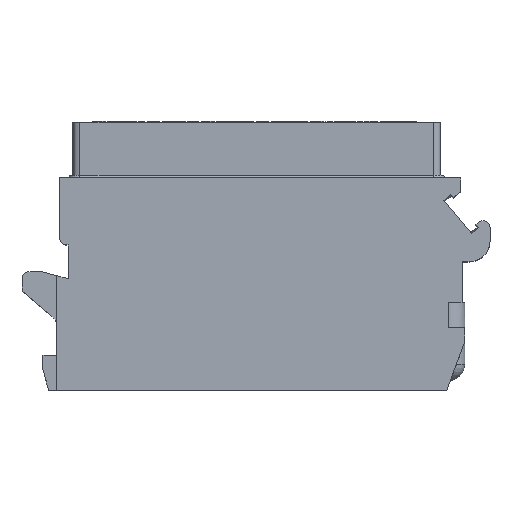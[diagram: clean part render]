
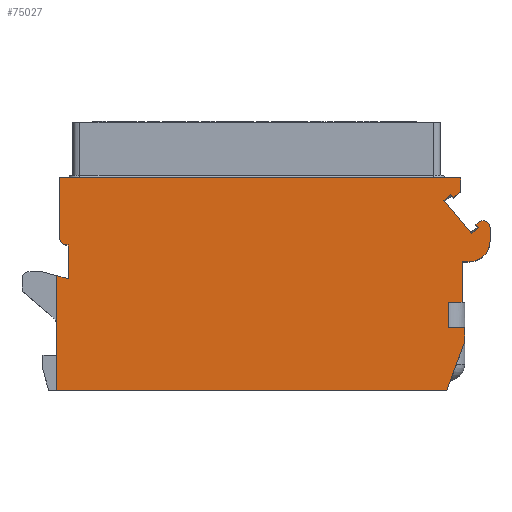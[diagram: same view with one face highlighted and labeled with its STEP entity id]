
A CAD part, top view. The second image highlights one B-rep face of the part: STEP entity #75027.
In plain terms, the highlighted planar face has unit normal (0, 0, 1).
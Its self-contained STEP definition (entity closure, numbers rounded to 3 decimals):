
#5467=DIRECTION('',(0.643,-0.766,0.));
#5468=VECTOR('',#5467,0.3);
#5469=CARTESIAN_POINT('',(15.698,11.873,7.));
#5470=LINE('',#5469,#5468);
#5471=DIRECTION('',(0.766,0.643,0.));
#5472=VECTOR('',#5471,0.236);
#5473=CARTESIAN_POINT('',(15.698,11.873,7.));
#5474=LINE('',#5473,#5472);
#5475=DIRECTION('',(0.,1.,0.));
#5476=VECTOR('',#5475,0.942);
#5477=CARTESIAN_POINT('',(16.7,10.7,7.));
#5478=LINE('',#5477,#5476);
#5479=DIRECTION('',(-1.,0.,0.));
#5480=VECTOR('',#5479,0.5);
#5481=CARTESIAN_POINT('',(15.2,9.2,7.));
#5482=LINE('',#5481,#5480);
#5483=DIRECTION('',(0.,-1.,0.));
#5484=VECTOR('',#5483,2.9);
#5485=CARTESIAN_POINT('',(14.7,9.2,7.));
#5486=LINE('',#5485,#5484);
#5487=DIRECTION('',(-1.,0.,0.));
#5488=VECTOR('',#5487,1.);
#5489=CARTESIAN_POINT('',(14.7,6.3,7.));
#5490=LINE('',#5489,#5488);
#5491=DIRECTION('',(0.,-1.,0.));
#5492=VECTOR('',#5491,1.8);
#5493=CARTESIAN_POINT('',(13.7,6.3,7.));
#5494=LINE('',#5493,#5492);
#5495=DIRECTION('',(1.,0.,0.));
#5496=VECTOR('',#5495,1.2);
#5497=CARTESIAN_POINT('',(13.7,4.5,7.));
#5498=LINE('',#5497,#5496);
#5499=DIRECTION('',(0.,-1.,0.));
#5500=VECTOR('',#5499,1.);
#5501=CARTESIAN_POINT('',(14.9,4.5,7.));
#5502=LINE('',#5501,#5500);
#5503=DIRECTION('',(-0.348,-0.937,0.));
#5504=VECTOR('',#5503,3.734);
#5505=CARTESIAN_POINT('',(14.9,3.5,7.));
#5506=LINE('',#5505,#5504);
#5507=DIRECTION('',(1.,0.,0.));
#5508=VECTOR('',#5507,27.9);
#5509=CARTESIAN_POINT('',(-14.3,0.,7.));
#5510=LINE('',#5509,#5508);
#5511=DIRECTION('',(0.966,-0.259,0.));
#5512=VECTOR('',#5511,0.828);
#5513=CARTESIAN_POINT('',(-14.3,8.205,7.));
#5514=LINE('',#5513,#5512);
#5515=DIRECTION('',(0.,1.,0.));
#5516=VECTOR('',#5515,2.409);
#5517=CARTESIAN_POINT('',(-13.5,7.991,7.));
#5518=LINE('',#5517,#5516);
#5519=DIRECTION('',(-1.,0.,0.));
#5520=VECTOR('',#5519,0.1);
#5521=CARTESIAN_POINT('',(-13.5,10.4,7.));
#5522=LINE('',#5521,#5520);
#5523=CARTESIAN_POINT('',(-13.6,10.9,7.));
#5524=DIRECTION('',(0.,0.,1.));
#5525=DIRECTION('',(-1.,0.,0.));
#5526=AXIS2_PLACEMENT_3D('',#5523,#5524,#5525);
#5528=DIRECTION('',(0.,-1.,0.));
#5529=VECTOR('',#5528,4.3);
#5530=CARTESIAN_POINT('',(-14.1,15.2,7.));
#5531=LINE('',#5530,#5529);
#5532=DIRECTION('',(-1.,0.,0.));
#5533=VECTOR('',#5532,28.7);
#5534=CARTESIAN_POINT('',(14.6,15.2,7.));
#5535=LINE('',#5534,#5533);
#5536=DIRECTION('',(0.,-1.,0.));
#5537=VECTOR('',#5536,0.985);
#5538=CARTESIAN_POINT('',(14.6,15.2,7.));
#5539=LINE('',#5538,#5537);
#5540=DIRECTION('',(-0.766,-0.643,0.));
#5541=VECTOR('',#5540,0.665);
#5542=CARTESIAN_POINT('',(14.6,14.215,7.));
#5543=LINE('',#5542,#5541);
#5544=DIRECTION('',(0.643,-0.766,0.));
#5545=VECTOR('',#5544,0.3);
#5546=CARTESIAN_POINT('',(13.898,14.018,7.));
#5547=LINE('',#5546,#5545);
#5548=DIRECTION('',(0.643,-0.766,0.));
#5549=VECTOR('',#5548,3.1);
#5550=CARTESIAN_POINT('',(13.4,13.6,7.));
#5551=LINE('',#5550,#5549);
#5564=CARTESIAN_POINT('',(16.2,11.642,7.));
#5565=DIRECTION('',(0.,0.,1.));
#5566=DIRECTION('',(1.,0.,0.));
#5567=AXIS2_PLACEMENT_3D('',#5564,#5565,#5566);
#5591=CARTESIAN_POINT('',(15.2,10.7,7.));
#5592=DIRECTION('',(0.,0.,-1.));
#5593=DIRECTION('',(1.,0.,0.));
#5594=AXIS2_PLACEMENT_3D('',#5591,#5592,#5593);
#5821=DIRECTION('',(0.,-1.,0.));
#5822=VECTOR('',#5821,8.205);
#5823=CARTESIAN_POINT('',(-14.3,8.205,7.));
#5824=LINE('',#5823,#5822);
#11487=DIRECTION('',(0.766,0.643,0.));
#11488=VECTOR('',#11487,0.65);
#11489=CARTESIAN_POINT('',(13.4,13.6,7.));
#11490=LINE('',#11489,#11488);
#11511=DIRECTION('',(-0.766,-0.643,0.));
#11512=VECTOR('',#11511,0.65);
#11513=CARTESIAN_POINT('',(15.891,11.643,7.));
#11514=LINE('',#11513,#11512);
#57240=CARTESIAN_POINT('',(-13.5,7.991,7.));
#57241=CARTESIAN_POINT('',(-13.5,10.4,7.));
#57242=VERTEX_POINT('',#57240);
#57243=VERTEX_POINT('',#57241);
#57244=CARTESIAN_POINT('',(-14.1,10.9,7.));
#57245=CARTESIAN_POINT('',(-13.6,10.4,7.));
#57246=VERTEX_POINT('',#57244);
#57247=VERTEX_POINT('',#57245);
#57248=CARTESIAN_POINT('',(-14.1,15.2,7.));
#57249=VERTEX_POINT('',#57248);
#57250=CARTESIAN_POINT('',(-14.3,8.205,7.));
#57252=VERTEX_POINT('',#57250);
#57262=CARTESIAN_POINT('',(-14.3,0.,7.));
#57263=VERTEX_POINT('',#57262);
#57306=CARTESIAN_POINT('',(14.7,9.2,7.));
#57308=VERTEX_POINT('',#57306);
#57322=CARTESIAN_POINT('',(14.7,6.3,7.));
#57323=CARTESIAN_POINT('',(13.7,6.3,7.));
#57324=VERTEX_POINT('',#57322);
#57325=VERTEX_POINT('',#57323);
#57326=CARTESIAN_POINT('',(13.7,4.5,7.));
#57327=VERTEX_POINT('',#57326);
#57328=CARTESIAN_POINT('',(14.9,4.5,7.));
#57329=VERTEX_POINT('',#57328);
#57330=CARTESIAN_POINT('',(14.9,3.5,7.));
#57331=VERTEX_POINT('',#57330);
#57332=CARTESIAN_POINT('',(13.6,0.,7.));
#57333=VERTEX_POINT('',#57332);
#57335=CARTESIAN_POINT('',(16.7,10.7,7.));
#57337=VERTEX_POINT('',#57335);
#57339=CARTESIAN_POINT('',(15.2,9.2,7.));
#57341=VERTEX_POINT('',#57339);
#57363=CARTESIAN_POINT('',(14.6,15.2,7.));
#57364=CARTESIAN_POINT('',(14.6,14.215,7.));
#57365=VERTEX_POINT('',#57363);
#57366=VERTEX_POINT('',#57364);
#57368=CARTESIAN_POINT('',(16.7,11.642,7.));
#57370=VERTEX_POINT('',#57368);
#57372=CARTESIAN_POINT('',(15.879,12.025,7.));
#57374=VERTEX_POINT('',#57372);
#59689=CARTESIAN_POINT('',(15.393,11.225,7.));
#59691=VERTEX_POINT('',#59689);
#59699=CARTESIAN_POINT('',(13.4,13.6,7.));
#59700=VERTEX_POINT('',#59699);
#59705=CARTESIAN_POINT('',(14.091,13.788,7.));
#59706=VERTEX_POINT('',#59705);
#59708=CARTESIAN_POINT('',(13.898,14.018,7.));
#59710=VERTEX_POINT('',#59708);
#59715=CARTESIAN_POINT('',(15.698,11.873,7.));
#59716=VERTEX_POINT('',#59715);
#59717=CARTESIAN_POINT('',(15.891,11.643,7.));
#59719=VERTEX_POINT('',#59717);
#74971=CARTESIAN_POINT('',(0.,0.,7.));
#74972=DIRECTION('',(0.,0.,1.));
#74973=DIRECTION('',(1.,0.,0.));
#74974=AXIS2_PLACEMENT_3D('',#74971,#74972,#74973);
#74975=PLANE('',#74974);
#74976=ORIENTED_EDGE('',*,*,#74961,.F.);
#74978=ORIENTED_EDGE('',*,*,#74977,.T.);
#74980=ORIENTED_EDGE('',*,*,#74979,.F.);
#74982=ORIENTED_EDGE('',*,*,#74981,.F.);
#74984=ORIENTED_EDGE('',*,*,#74983,.T.);
#74986=ORIENTED_EDGE('',*,*,#74985,.T.);
#74988=ORIENTED_EDGE('',*,*,#74987,.T.);
#74990=ORIENTED_EDGE('',*,*,#74989,.T.);
#74992=ORIENTED_EDGE('',*,*,#74991,.T.);
#74994=ORIENTED_EDGE('',*,*,#74993,.T.);
#74996=ORIENTED_EDGE('',*,*,#74995,.T.);
#74998=ORIENTED_EDGE('',*,*,#74997,.T.);
#75000=ORIENTED_EDGE('',*,*,#74999,.F.);
#75002=ORIENTED_EDGE('',*,*,#75001,.F.);
#75004=ORIENTED_EDGE('',*,*,#75003,.T.);
#75006=ORIENTED_EDGE('',*,*,#75005,.T.);
#75008=ORIENTED_EDGE('',*,*,#75007,.T.);
#75010=ORIENTED_EDGE('',*,*,#75009,.F.);
#75012=ORIENTED_EDGE('',*,*,#75011,.F.);
#75013=ORIENTED_EDGE('',*,*,#74842,.F.);
#75014=ORIENTED_EDGE('',*,*,#74877,.T.);
#75016=ORIENTED_EDGE('',*,*,#75015,.T.);
#75018=ORIENTED_EDGE('',*,*,#75017,.F.);
#75020=ORIENTED_EDGE('',*,*,#75019,.F.);
#75022=ORIENTED_EDGE('',*,*,#75021,.T.);
#75024=ORIENTED_EDGE('',*,*,#75023,.F.);
#75025=EDGE_LOOP('',(#74976,#74978,#74980,#74982,#74984,#74986,#74988,#74990,
#74992,#74994,#74996,#74998,#75000,#75002,#75004,#75006,#75008,#75010,#75012,
#75013,#75014,#75016,#75018,#75020,#75022,#75024));
#75026=FACE_OUTER_BOUND('',#75025,.F.);
#75027=ADVANCED_FACE('',(#75026),#74975,.T.);
#5527=CIRCLE('',#5526,0.5);
#5568=CIRCLE('',#5567,0.5);
#5595=CIRCLE('',#5594,1.5);
#74842=EDGE_CURVE('',#57365,#57249,#5535,.T.);
#74877=EDGE_CURVE('',#57365,#57366,#5539,.T.);
#74961=EDGE_CURVE('',#59716,#59719,#5470,.T.);
#74977=EDGE_CURVE('',#59716,#57374,#5474,.T.);
#74979=EDGE_CURVE('',#57370,#57374,#5568,.T.);
#74981=EDGE_CURVE('',#57337,#57370,#5478,.T.);
#74983=EDGE_CURVE('',#57337,#57341,#5595,.T.);
#74985=EDGE_CURVE('',#57341,#57308,#5482,.T.);
#74987=EDGE_CURVE('',#57308,#57324,#5486,.T.);
#74989=EDGE_CURVE('',#57324,#57325,#5490,.T.);
#74991=EDGE_CURVE('',#57325,#57327,#5494,.T.);
#74993=EDGE_CURVE('',#57327,#57329,#5498,.T.);
#74995=EDGE_CURVE('',#57329,#57331,#5502,.T.);
#74997=EDGE_CURVE('',#57331,#57333,#5506,.T.);
#74999=EDGE_CURVE('',#57263,#57333,#5510,.T.);
#75001=EDGE_CURVE('',#57252,#57263,#5824,.T.);
#75003=EDGE_CURVE('',#57252,#57242,#5514,.T.);
#75005=EDGE_CURVE('',#57242,#57243,#5518,.T.);
#75007=EDGE_CURVE('',#57243,#57247,#5522,.T.);
#75009=EDGE_CURVE('',#57246,#57247,#5527,.T.);
#75011=EDGE_CURVE('',#57249,#57246,#5531,.T.);
#75015=EDGE_CURVE('',#57366,#59706,#5543,.T.);
#75017=EDGE_CURVE('',#59710,#59706,#5547,.T.);
#75019=EDGE_CURVE('',#59700,#59710,#11490,.T.);
#75021=EDGE_CURVE('',#59700,#59691,#5551,.T.);
#75023=EDGE_CURVE('',#59719,#59691,#11514,.T.);
